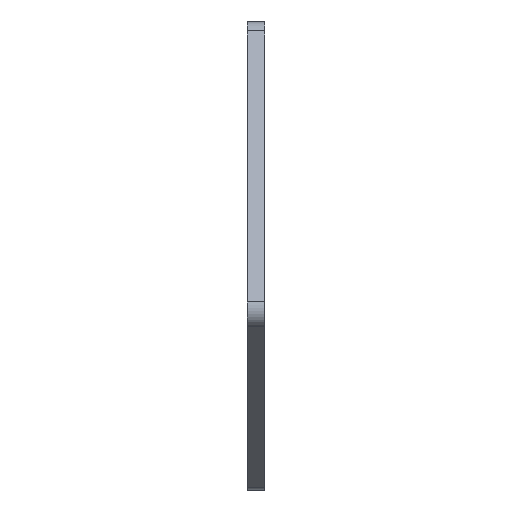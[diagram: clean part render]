
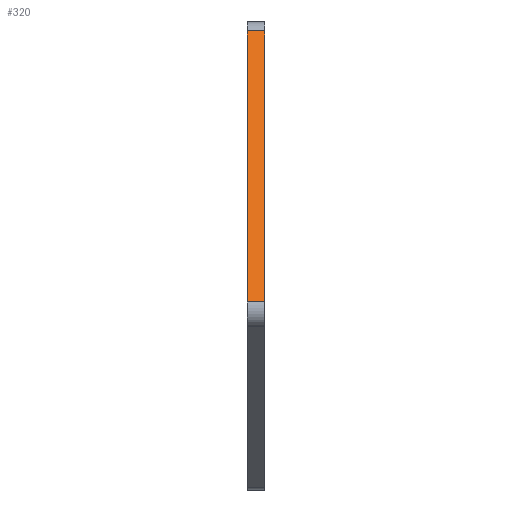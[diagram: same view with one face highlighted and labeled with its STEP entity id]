
A CAD part, left-side view. The second image highlights one B-rep face of the part: STEP entity #320.
In plain terms, the highlighted planar face has unit normal (-0.866, 0, 0.5).
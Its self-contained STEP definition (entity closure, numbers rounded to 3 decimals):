
#37 = VECTOR ( 'NONE', #132, 1000. ) ;
#39 = FACE_OUTER_BOUND ( 'NONE', #80, .T. ) ;
#80 = EDGE_LOOP ( 'NONE', ( #437, #167, #433, #293 ) ) ;
#82 = DIRECTION ( 'NONE',  ( 0.5, 0., 0.866 ) ) ;
#86 = CARTESIAN_POINT ( 'NONE',  ( -37.141, 0., 15.67 ) ) ;
#88 = VECTOR ( 'NONE', #82, 1000. ) ;
#100 = VERTEX_POINT ( 'NONE', #86 ) ;
#124 = LINE ( 'NONE', #590, #314 ) ;
#132 = DIRECTION ( 'NONE',  ( 0., 1., 0. ) ) ;
#144 = EDGE_CURVE ( 'NONE', #812, #566, #533, .T. ) ;
#156 = PLANE ( 'NONE',  #807 ) ;
#167 = ORIENTED_EDGE ( 'NONE', *, *, #713, .T. ) ;
#172 = DIRECTION ( 'NONE',  ( -0.5, 0., -0.866 ) ) ;
#201 = CARTESIAN_POINT ( 'NONE',  ( -34.641, 5., 20. ) ) ;
#259 = CARTESIAN_POINT ( 'NONE',  ( -80.638, 5., -59.67 ) ) ;
#269 = CARTESIAN_POINT ( 'NONE',  ( -80.638, 5., -59.67 ) ) ;
#293 = ORIENTED_EDGE ( 'NONE', *, *, #758, .T. ) ;
#314 = VECTOR ( 'NONE', #800, 1000. ) ;
#320 = ADVANCED_FACE ( 'NONE', ( #39 ), #156, .F. ) ;
#323 = LINE ( 'NONE', #259, #587 ) ;
#376 = CARTESIAN_POINT ( 'NONE',  ( -37.141, 5., 15.67 ) ) ;
#388 = LINE ( 'NONE', #728, #37 ) ;
#398 = EDGE_CURVE ( 'NONE', #754, #100, #124, .T. ) ;
#433 = ORIENTED_EDGE ( 'NONE', *, *, #144, .F. ) ;
#437 = ORIENTED_EDGE ( 'NONE', *, *, #398, .T. ) ;
#450 = DIRECTION ( 'NONE',  ( 0.866, 0., -0.5 ) ) ;
#461 = CARTESIAN_POINT ( 'NONE',  ( -80.638, 0., -59.67 ) ) ;
#501 = CARTESIAN_POINT ( 'NONE',  ( -34.641, 5., 20. ) ) ;
#533 = LINE ( 'NONE', #201, #88 ) ;
#566 = VERTEX_POINT ( 'NONE', #376 ) ;
#587 = VECTOR ( 'NONE', #592, 1000. ) ;
#590 = CARTESIAN_POINT ( 'NONE',  ( -34.641, 0., 20. ) ) ;
#592 = DIRECTION ( 'NONE',  ( 0., -1., 0. ) ) ;
#713 = EDGE_CURVE ( 'NONE', #100, #566, #388, .T. ) ;
#728 = CARTESIAN_POINT ( 'NONE',  ( -37.141, 5., 15.67 ) ) ;
#754 = VERTEX_POINT ( 'NONE', #461 ) ;
#758 = EDGE_CURVE ( 'NONE', #812, #754, #323, .T. ) ;
#800 = DIRECTION ( 'NONE',  ( 0.5, 0., 0.866 ) ) ;
#807 = AXIS2_PLACEMENT_3D ( 'NONE', #501, #450, #172 ) ;
#812 = VERTEX_POINT ( 'NONE', #269 ) ;
